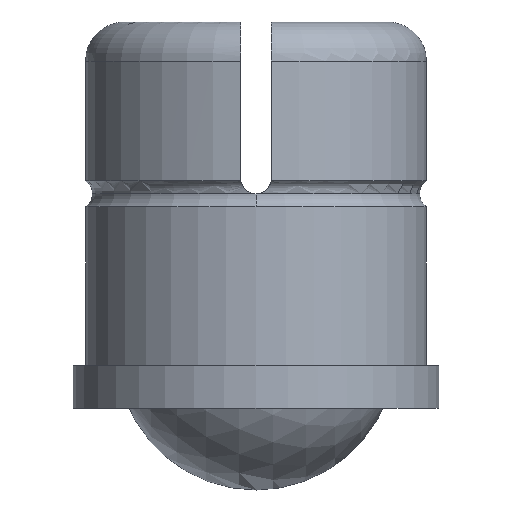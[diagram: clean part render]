
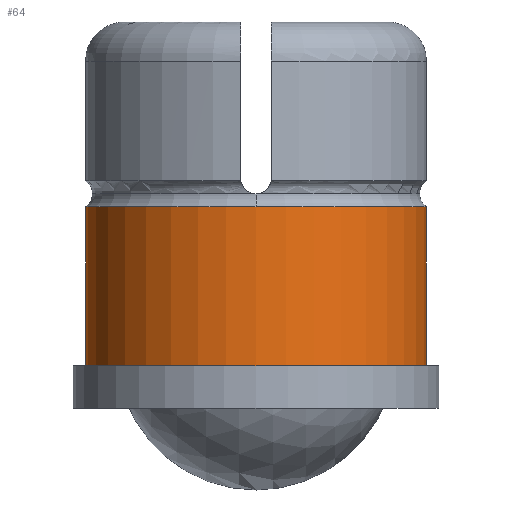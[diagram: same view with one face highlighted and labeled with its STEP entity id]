
A CAD part, front view. The second image highlights one B-rep face of the part: STEP entity #64.
In plain terms, the highlighted cylindrical face has radius 3.969 mm (diameter 7.938 mm), a partial arc.
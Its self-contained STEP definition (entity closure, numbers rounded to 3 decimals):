
#64=ADVANCED_FACE('',(#150),#151,.T.);
#150=FACE_OUTER_BOUND('',#259,.T.);
#151=CYLINDRICAL_SURFACE('',#260,3.969);
#259=EDGE_LOOP('',(#375,#376,#377,#378,#379));
#260=AXIS2_PLACEMENT_3D('',#380,#381,#382);
#375=ORIENTED_EDGE('',*,*,#656,.F.);
#376=ORIENTED_EDGE('',*,*,#657,.T.);
#377=ORIENTED_EDGE('',*,*,#658,.T.);
#378=ORIENTED_EDGE('',*,*,#659,.F.);
#379=ORIENTED_EDGE('',*,*,#660,.F.);
#380=CARTESIAN_POINT('',(0.,0.0,6.44));
#381=DIRECTION('',(0.,0.0,-1.0));
#382=DIRECTION('',(1.0,0.,0.));
#656=EDGE_CURVE('',#781,#782,#783,.T.);
#657=EDGE_CURVE('',#781,#784,#785,.T.);
#658=EDGE_CURVE('',#784,#786,#787,.T.);
#659=EDGE_CURVE('',#788,#786,#789,.T.);
#660=EDGE_CURVE('',#782,#788,#790,.T.);
#781=VERTEX_POINT('',#1161);
#782=VERTEX_POINT('',#1162);
#783=LINE('',#1163,#1164);
#784=VERTEX_POINT('',#1165);
#785=CIRCLE('',#1166,3.969);
#786=VERTEX_POINT('',#1167);
#787=CIRCLE('',#1168,3.969);
#788=VERTEX_POINT('',#1169);
#789=LINE('',#1170,#1171);
#790=CIRCLE('',#1172,3.969);
#1161=CARTESIAN_POINT('',(3.969,0.,6.597));
#1162=CARTESIAN_POINT('',(3.969,0.,2.896));
#1163=CARTESIAN_POINT('',(3.969,0.,6.44));
#1164=VECTOR('',#1711,1.0);
#1165=CARTESIAN_POINT('',(0.,-3.969,6.597));
#1166=AXIS2_PLACEMENT_3D('',#1712,#1713,#1714);
#1167=CARTESIAN_POINT('',(-3.969,0.,6.597));
#1168=AXIS2_PLACEMENT_3D('',#1715,#1716,#1717);
#1169=CARTESIAN_POINT('',(-3.969,0.,2.896));
#1170=CARTESIAN_POINT('',(-3.969,0.,6.44));
#1171=VECTOR('',#1718,1.0);
#1172=AXIS2_PLACEMENT_3D('',#1719,#1720,#1721);
#1711=DIRECTION('',(0.,0.0,-1.0));
#1712=CARTESIAN_POINT('',(0.,0.0,6.597));
#1713=DIRECTION('',(0.,0.0,-1.0));
#1714=DIRECTION('',(1.0,0.,0.));
#1715=CARTESIAN_POINT('',(0.,0.0,6.597));
#1716=DIRECTION('',(0.,0.0,-1.0));
#1717=DIRECTION('',(1.0,0.,0.));
#1718=DIRECTION('',(0.,-0.0,1.0));
#1719=CARTESIAN_POINT('',(0.,0.0,2.896));
#1720=DIRECTION('',(0.,0.0,-1.0));
#1721=DIRECTION('',(1.0,0.,0.));
